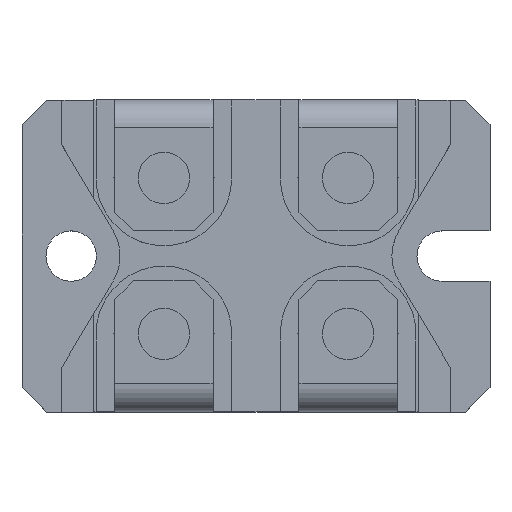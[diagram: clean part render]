
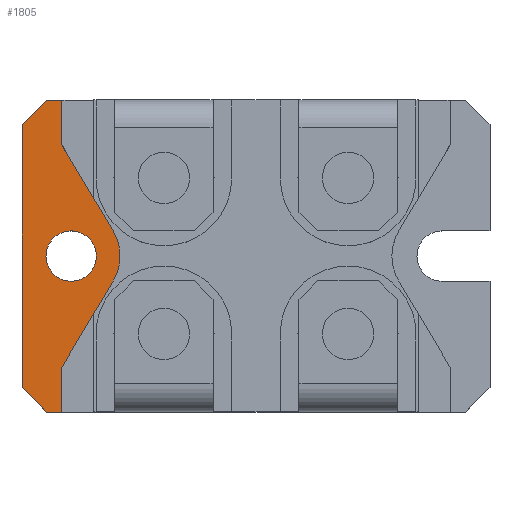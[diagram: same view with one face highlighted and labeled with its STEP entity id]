
A CAD part, top view. The second image highlights one B-rep face of the part: STEP entity #1805.
In plain terms, the highlighted planar face has unit normal (0, 0, 1).
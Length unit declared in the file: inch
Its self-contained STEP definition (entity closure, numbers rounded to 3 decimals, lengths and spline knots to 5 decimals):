
#1149 = EDGE_CURVE ( 'NONE', #1150, #1151, #3560, .T. ) ;
#1150 = VERTEX_POINT ( 'NONE', #3555 ) ;
#1151 = VERTEX_POINT ( 'NONE', #3554 ) ;
#1472 = EDGE_CURVE ( 'NONE', #1797, #1473, #4204, .T. ) ;
#1473 = VERTEX_POINT ( 'NONE', #4200 ) ;
#1474 = VERTEX_POINT ( 'NONE', #4199 ) ;
#1475 = ORIENTED_EDGE ( 'NONE', *, *, #1476, .F. ) ;
#1476 = EDGE_CURVE ( 'NONE', #1487, #1474, #4198, .T. ) ;
#1477 = ORIENTED_EDGE ( 'NONE', *, *, #1478, .F. ) ;
#1478 = EDGE_CURVE ( 'NONE', #1479, #1487, #4194, .T. ) ;
#1479 = VERTEX_POINT ( 'NONE', #4190 ) ;
#1480 = ORIENTED_EDGE ( 'NONE', *, *, #1481, .F. ) ;
#1481 = EDGE_CURVE ( 'NONE', #1482, #1479, #4189, .T. ) ;
#1482 = VERTEX_POINT ( 'NONE', #4184 ) ;
#1483 = ORIENTED_EDGE ( 'NONE', *, *, #1484, .F. ) ;
#1484 = EDGE_CURVE ( 'NONE', #1670, #1482, #4183, .T. ) ;
#1485 = ORIENTED_EDGE ( 'NONE', *, *, #1486, .T. ) ;
#1486 = EDGE_CURVE ( 'NONE', #1473, #1474, #4179, .T. ) ;
#1487 = VERTEX_POINT ( 'NONE', #4175 ) ;
#1663 = ORIENTED_EDGE ( 'NONE', *, *, #1664, .F. ) ;
#1664 = EDGE_CURVE ( 'NONE', #1151, #1150, #4554, .T. ) ;
#1665 = EDGE_LOOP ( 'NONE', ( #1666, #1671, #1793, #1795, #1707, #1485, #1475, #1477, #1480, #1483 ) ) ;
#1666 = ORIENTED_EDGE ( 'NONE', *, *, #1668, .F. ) ;
#1668 = EDGE_CURVE ( 'NONE', #1669, #1670, #4545, .T. ) ;
#1669 = VERTEX_POINT ( 'NONE', #4541 ) ;
#1670 = VERTEX_POINT ( 'NONE', #4540 ) ;
#1671 = ORIENTED_EDGE ( 'NONE', *, *, #1672, .T. ) ;
#1672 = EDGE_CURVE ( 'NONE', #1669, #1673, #4539, .T. ) ;
#1673 = VERTEX_POINT ( 'NONE', #4535 ) ;
#1674 = VERTEX_POINT ( 'NONE', #4534 ) ;
#1707 = ORIENTED_EDGE ( 'NONE', *, *, #1472, .T. ) ;
#1793 = ORIENTED_EDGE ( 'NONE', *, *, #1794, .T. ) ;
#1794 = EDGE_CURVE ( 'NONE', #1673, #1674, #4909, .T. ) ;
#1795 = ORIENTED_EDGE ( 'NONE', *, *, #1796, .T. ) ;
#1796 = EDGE_CURVE ( 'NONE', #1674, #1797, #4905, .T. ) ;
#1797 = VERTEX_POINT ( 'NONE', #4867 ) ;
#1805 = ADVANCED_FACE ( 'NONE', ( #4852, #4851 ), #4849, .F. ) ;
#1806 = EDGE_LOOP ( 'NONE', ( #1807, #1663 ) ) ;
#1807 = ORIENTED_EDGE ( 'NONE', *, *, #1149, .F. ) ;
#3554 = CARTESIAN_POINT ( 'NONE',  ( 0.23819, 0.5, 0.08 ) ) ;
#3555 = CARTESIAN_POINT ( 'NONE',  ( 0.07677, 0.5, 0.08 ) ) ;
#3556 = DIRECTION ( 'NONE',  ( 1., 0., 0. ) ) ;
#3557 = DIRECTION ( 'NONE',  ( 0., 0., 1. ) ) ;
#3558 = CARTESIAN_POINT ( 'NONE',  ( 0.15748, 0.5, 0.08 ) ) ;
#3559 = AXIS2_PLACEMENT_3D ( 'NONE', #3558, #3557, #3556 ) ;
#3560 = CIRCLE ( 'NONE', #3559, 0.08071 ) ;
#4175 = CARTESIAN_POINT ( 'NONE',  ( 0.12795, 0.144, 0.08 ) ) ;
#4176 = DIRECTION ( 'NONE',  ( 1., 0., 0. ) ) ;
#4177 = VECTOR ( 'NONE', #4176, 39.37008 ) ;
#4178 = CARTESIAN_POINT ( 'NONE',  ( 0., 0., 0.08 ) ) ;
#4179 = LINE ( 'NONE', #4178, #4177 ) ;
#4180 = DIRECTION ( 'NONE',  ( 0.512, -0.859, 0. ) ) ;
#4181 = VECTOR ( 'NONE', #4180, 39.37008 ) ;
#4182 = CARTESIAN_POINT ( 'NONE',  ( 0.29232, 0.58042, 0.08 ) ) ;
#4183 = LINE ( 'NONE', #4182, #4181 ) ;
#4184 = CARTESIAN_POINT ( 'NONE',  ( 0.29232, 0.58042, 0.08 ) ) ;
#4185 = DIRECTION ( 'NONE',  ( -1., 0., 0. ) ) ;
#4186 = DIRECTION ( 'NONE',  ( 0., 0., -1. ) ) ;
#4187 = CARTESIAN_POINT ( 'NONE',  ( 0.15748, 0.5, 0.08 ) ) ;
#4188 = AXIS2_PLACEMENT_3D ( 'NONE', #4187, #4186, #4185 ) ;
#4189 = CIRCLE ( 'NONE', #4188, 0.157 ) ;
#4190 = CARTESIAN_POINT ( 'NONE',  ( 0.29232, 0.41958, 0.08 ) ) ;
#4191 = DIRECTION ( 'NONE',  ( -0.512, -0.859, 0. ) ) ;
#4192 = VECTOR ( 'NONE', #4191, 39.37008 ) ;
#4193 = CARTESIAN_POINT ( 'NONE',  ( 0.29232, 0.41958, 0.08 ) ) ;
#4194 = LINE ( 'NONE', #4193, #4192 ) ;
#4195 = DIRECTION ( 'NONE',  ( 0., -1., 0. ) ) ;
#4196 = VECTOR ( 'NONE', #4195, 39.37008 ) ;
#4197 = CARTESIAN_POINT ( 'NONE',  ( 0.12795, 0.144, 0.08 ) ) ;
#4198 = LINE ( 'NONE', #4197, #4196 ) ;
#4199 = CARTESIAN_POINT ( 'NONE',  ( 0.12795, 0., 0.08 ) ) ;
#4200 = CARTESIAN_POINT ( 'NONE',  ( 0.07874, 0., 0.08 ) ) ;
#4201 = DIRECTION ( 'NONE',  ( 0.707, -0.707, 0. ) ) ;
#4202 = VECTOR ( 'NONE', #4201, 39.37008 ) ;
#4203 = CARTESIAN_POINT ( 'NONE',  ( 0.07874, 0., 0.08 ) ) ;
#4204 = LINE ( 'NONE', #4203, #4202 ) ;
#4534 = CARTESIAN_POINT ( 'NONE',  ( 0., 0.92126, 0.08 ) ) ;
#4535 = CARTESIAN_POINT ( 'NONE',  ( 0.07874, 1., 0.08 ) ) ;
#4536 = DIRECTION ( 'NONE',  ( -1., 0., 0. ) ) ;
#4537 = VECTOR ( 'NONE', #4536, 39.37008 ) ;
#4538 = CARTESIAN_POINT ( 'NONE',  ( 0., 1., 0.08 ) ) ;
#4539 = LINE ( 'NONE', #4538, #4537 ) ;
#4540 = CARTESIAN_POINT ( 'NONE',  ( 0.12795, 0.856, 0.08 ) ) ;
#4541 = CARTESIAN_POINT ( 'NONE',  ( 0.12795, 1., 0.08 ) ) ;
#4542 = DIRECTION ( 'NONE',  ( 0., -1., 0. ) ) ;
#4543 = VECTOR ( 'NONE', #4542, 39.37008 ) ;
#4544 = CARTESIAN_POINT ( 'NONE',  ( 0.12795, 1., 0.08 ) ) ;
#4545 = LINE ( 'NONE', #4544, #4543 ) ;
#4550 = DIRECTION ( 'NONE',  ( 1., 0., 0. ) ) ;
#4551 = DIRECTION ( 'NONE',  ( 0., 0., 1. ) ) ;
#4552 = CARTESIAN_POINT ( 'NONE',  ( 0.15748, 0.5, 0.08 ) ) ;
#4553 = AXIS2_PLACEMENT_3D ( 'NONE', #4552, #4551, #4550 ) ;
#4554 = CIRCLE ( 'NONE', #4553, 0.08071 ) ;
#4845 = DIRECTION ( 'NONE',  ( -1., 0., 0. ) ) ;
#4846 = DIRECTION ( 'NONE',  ( 0., 0., -1. ) ) ;
#4847 = CARTESIAN_POINT ( 'NONE',  ( 1.34646, 0.5, 0.08 ) ) ;
#4848 = AXIS2_PLACEMENT_3D ( 'NONE', #4847, #4846, #4845 ) ;
#4849 = PLANE ( 'NONE',  #4848 ) ;
#4851 = FACE_OUTER_BOUND ( 'NONE', #1665, .T. ) ;
#4852 = FACE_BOUND ( 'NONE', #1806, .T. ) ;
#4867 = CARTESIAN_POINT ( 'NONE',  ( 0., 0.07874, 0.08 ) ) ;
#4868 = DIRECTION ( 'NONE',  ( 0., -1., 0. ) ) ;
#4869 = VECTOR ( 'NONE', #4868, 39.37008 ) ;
#4870 = CARTESIAN_POINT ( 'NONE',  ( 0., 0., 0.08 ) ) ;
#4905 = LINE ( 'NONE', #4870, #4869 ) ;
#4906 = DIRECTION ( 'NONE',  ( -0.707, -0.707, 0. ) ) ;
#4907 = VECTOR ( 'NONE', #4906, 39.37008 ) ;
#4908 = CARTESIAN_POINT ( 'NONE',  ( 0., 0.92126, 0.08 ) ) ;
#4909 = LINE ( 'NONE', #4908, #4907 ) ;
